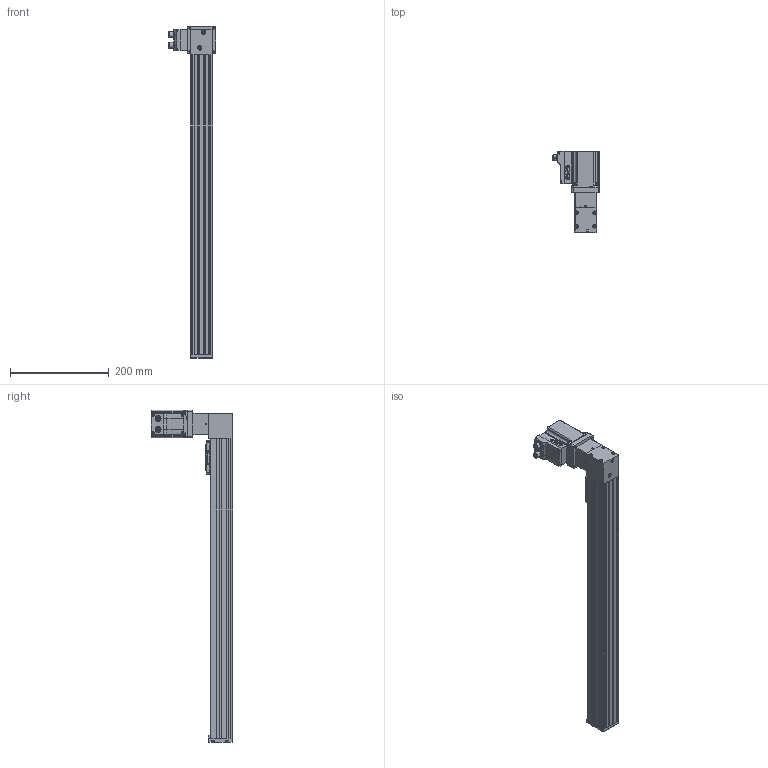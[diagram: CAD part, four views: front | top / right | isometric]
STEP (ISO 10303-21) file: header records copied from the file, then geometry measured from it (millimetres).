
FILE_DESCRIPTION(/* description */ ('STEP AP214'),/* implementation_level */ '2;1');
FILE_NAME(/* name */ '8083667_ELGS-TB-KF-45-500-ST-M-H1-PLK-AA',/* time_stamp */ '2024-08-27T20:49:21+02:00',/* author */ ('License CC BY-ND 4.0'),/* organization */ ('CADENAS'),/* preprocessor_version */ 'ST-DEVELOPER v19.3',/* originating_system */ 'PARTsolutions',/* authorisation */ ' ');
FILE_SCHEMA (('AUTOMOTIVE_DESIGN {1 0 10303 214 3 1 1}'));
Length unit declared in the file: millimetre
Products named in the file (13): 8083667 ELGS-TB-KF-45-500-ST-M-H1-PLK-AA---(0-high); 8058608 ELGC-TB-KF-45-500---(0000h) ; 340116 G1/8-AEVU; 8058608 ELGC-TB-KF-45(s); 8141997 EAMC-15-GB8-D8x9-A; DIN-912 - M2.5x8(F); 4597016 EAMM-A-V32-57A---(P); 8160581 EAMC-15-GB8-D6.35x7; 4953161 EAMC-15-GS8; ISO-4762 M2.5x8; ISO-4026 M3x6; ISO-4762 M4x16; 8084400 EMCS-57---(high)
Assembly tree (18 placements, depth 2):
  8083667 ELGS-TB-KF-45-500-ST-M-H1-PLK-AA---(0-high)
    8058608 ELGC-TB-KF-45-500---(0000h) 
    340116 G1/8-AEVU
    8058608 ELGC-TB-KF-45(s)
    8141997 EAMC-15-GB8-D8x9-A
    DIN-912 - M2.5x8(F)
    4597016 EAMM-A-V32-57A---(P)
    8160581 EAMC-15-GB8-D6.35x7
    4953161 EAMC-15-GS8
    ISO-4762 M2.5x8
    ISO-4026 M3x6  x4
    ISO-4762 M4x16  x4
    8084400 EMCS-57---(high)
Bounding box: 95.6 x 164 x 671.3 mm (x, y, z)
Volume: 1399940 mm3; surface area: 294360.3 mm2
Topology: 18 solids, 18 shells, 1581 faces, 3980 edges, 2564 vertices
Faces by surface type: plane 774, cylinder 603, cone 168, torus 36
Full cylindrical faces by diameter (mm): 0.8 x8, 1.5 x4, 1.567 x4, 2.013 x3, 2.459 x4, 2.5 x3, 3 x5, 3.242 x8, 3.5 x4, 4 x8, 4.4 x4, 4.5 x2, 4.7 x2, 5 x4, 5.5 x18, 6.1 x4, 6.2 x2, 6.35 x1, 7 x6, 8 x1, 8.1 x2, 8.3 x1, 8.5 x1, 8.566 x1, 9 x1, 9.02 x2, 10 x1, 10.7 x2, 12 x2, 30 x1
Entity records: 47684 total; most frequent: CARTESIAN_POINT 7707, DIRECTION 7522, ORIENTED_EDGE 6846, EDGE_CURVE 3423, AXIS2_PLACEMENT_3D 2777, VERTEX_POINT 2354, LINE 1968, VECTOR 1968
